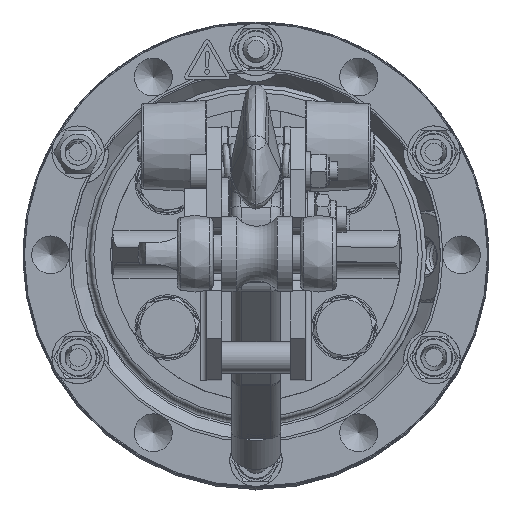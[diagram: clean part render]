
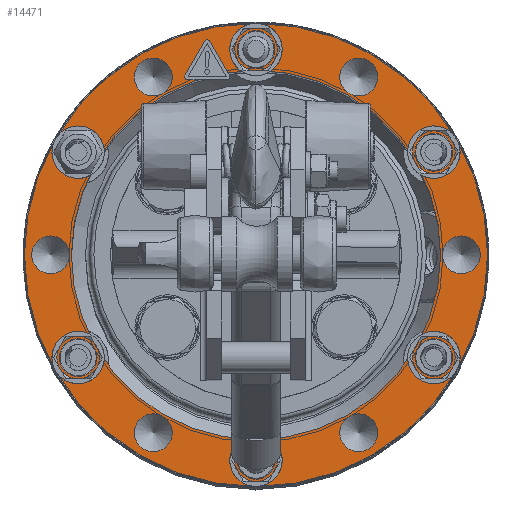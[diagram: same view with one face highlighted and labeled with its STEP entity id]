
A CAD part, top view. The second image highlights one B-rep face of the part: STEP entity #14471.
In plain terms, the highlighted planar face has unit normal (0, 0, -1).
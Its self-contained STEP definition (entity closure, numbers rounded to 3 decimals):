
#2300=FACE_BOUND('',#4102,.T.);
#2301=FACE_BOUND('',#4103,.T.);
#2302=FACE_BOUND('',#4104,.T.);
#2303=FACE_BOUND('',#4105,.T.);
#2304=FACE_BOUND('',#4106,.T.);
#2305=FACE_BOUND('',#4107,.T.);
#2306=FACE_BOUND('',#4108,.T.);
#2307=FACE_BOUND('',#4109,.T.);
#2308=FACE_BOUND('',#4110,.T.);
#2309=FACE_BOUND('',#4111,.T.);
#2310=FACE_BOUND('',#4112,.T.);
#2311=FACE_BOUND('',#4113,.T.);
#2312=FACE_BOUND('',#4114,.T.);
#2569=PLANE('',#15831);
#3208=FACE_OUTER_BOUND('',#4101,.T.);
#4101=EDGE_LOOP('',(#11545,#11546));
#4102=EDGE_LOOP('',(#11547));
#4103=EDGE_LOOP('',(#11548));
#4104=EDGE_LOOP('',(#11549));
#4105=EDGE_LOOP('',(#11550));
#4106=EDGE_LOOP('',(#11551));
#4107=EDGE_LOOP('',(#11552));
#4108=EDGE_LOOP('',(#11553));
#4109=EDGE_LOOP('',(#11554));
#4110=EDGE_LOOP('',(#11555));
#4111=EDGE_LOOP('',(#11556));
#4112=EDGE_LOOP('',(#11557));
#4113=EDGE_LOOP('',(#11558));
#4114=EDGE_LOOP('',(#11559,#11560));
#5069=CIRCLE('',#15522,5.77);
#5086=CIRCLE('',#15542,5.77);
#5087=CIRCLE('',#15544,5.77);
#5088=CIRCLE('',#15547,5.77);
#5089=CIRCLE('',#15549,5.77);
#5090=CIRCLE('',#15552,5.77);
#5091=CIRCLE('',#15554,5.77);
#5092=CIRCLE('',#15557,5.77);
#5093=CIRCLE('',#15559,5.77);
#5094=CIRCLE('',#15562,5.77);
#5095=CIRCLE('',#15564,5.77);
#5096=CIRCLE('',#15567,5.77);
#5108=CIRCLE('',#15582,70.739);
#5109=CIRCLE('',#15583,70.739);
#5223=CIRCLE('',#15832,56.388);
#5224=CIRCLE('',#15833,56.388);
#6137=VERTEX_POINT('',#24933);
#6159=VERTEX_POINT('',#24980);
#6163=VERTEX_POINT('',#25025);
#6166=VERTEX_POINT('',#25033);
#6170=VERTEX_POINT('',#25078);
#6173=VERTEX_POINT('',#25086);
#6177=VERTEX_POINT('',#25131);
#6180=VERTEX_POINT('',#25139);
#6184=VERTEX_POINT('',#25184);
#6187=VERTEX_POINT('',#25192);
#6191=VERTEX_POINT('',#25237);
#6194=VERTEX_POINT('',#25245);
#6207=VERTEX_POINT('',#25312);
#6208=VERTEX_POINT('',#25314);
#6410=VERTEX_POINT('',#27356);
#6411=VERTEX_POINT('',#27357);
#7804=EDGE_CURVE('',#6137,#6137,#5069,.T.);
#7826=EDGE_CURVE('',#6159,#6159,#5086,.T.);
#7831=EDGE_CURVE('',#6163,#6163,#5087,.T.);
#7834=EDGE_CURVE('',#6166,#6166,#5088,.T.);
#7839=EDGE_CURVE('',#6170,#6170,#5089,.T.);
#7842=EDGE_CURVE('',#6173,#6173,#5090,.T.);
#7847=EDGE_CURVE('',#6177,#6177,#5091,.T.);
#7850=EDGE_CURVE('',#6180,#6180,#5092,.T.);
#7855=EDGE_CURVE('',#6184,#6184,#5093,.T.);
#7858=EDGE_CURVE('',#6187,#6187,#5094,.T.);
#7863=EDGE_CURVE('',#6191,#6191,#5095,.T.);
#7866=EDGE_CURVE('',#6194,#6194,#5096,.T.);
#7883=EDGE_CURVE('',#6207,#6208,#5108,.T.);
#7884=EDGE_CURVE('',#6208,#6207,#5109,.T.);
#8214=EDGE_CURVE('',#6410,#6411,#5223,.T.);
#8215=EDGE_CURVE('',#6411,#6410,#5224,.T.);
#11545=ORIENTED_EDGE('',*,*,#7884,.F.);
#11546=ORIENTED_EDGE('',*,*,#7883,.F.);
#11547=ORIENTED_EDGE('',*,*,#7804,.F.);
#11548=ORIENTED_EDGE('',*,*,#7831,.F.);
#11549=ORIENTED_EDGE('',*,*,#7839,.F.);
#11550=ORIENTED_EDGE('',*,*,#7847,.F.);
#11551=ORIENTED_EDGE('',*,*,#7855,.F.);
#11552=ORIENTED_EDGE('',*,*,#7863,.F.);
#11553=ORIENTED_EDGE('',*,*,#7866,.F.);
#11554=ORIENTED_EDGE('',*,*,#7858,.F.);
#11555=ORIENTED_EDGE('',*,*,#7850,.F.);
#11556=ORIENTED_EDGE('',*,*,#7842,.F.);
#11557=ORIENTED_EDGE('',*,*,#7834,.F.);
#11558=ORIENTED_EDGE('',*,*,#7826,.F.);
#11559=ORIENTED_EDGE('',*,*,#8214,.F.);
#11560=ORIENTED_EDGE('',*,*,#8215,.F.);
#14471=ADVANCED_FACE('',(#3208,#2300,#2301,#2302,#2303,#2304,#2305,#2306,
#2307,#2308,#2309,#2310,#2311,#2312),#2569,.T.);
#15522=AXIS2_PLACEMENT_3D('',#24934,#18247,#18248);
#15542=AXIS2_PLACEMENT_3D('',#24981,#18292,#18293);
#15544=AXIS2_PLACEMENT_3D('',#25026,#18297,#18298);
#15547=AXIS2_PLACEMENT_3D('',#25034,#18305,#18306);
#15549=AXIS2_PLACEMENT_3D('',#25079,#18310,#18311);
#15552=AXIS2_PLACEMENT_3D('',#25087,#18318,#18319);
#15554=AXIS2_PLACEMENT_3D('',#25132,#18323,#18324);
#15557=AXIS2_PLACEMENT_3D('',#25140,#18331,#18332);
#15559=AXIS2_PLACEMENT_3D('',#25185,#18336,#18337);
#15562=AXIS2_PLACEMENT_3D('',#25193,#18344,#18345);
#15564=AXIS2_PLACEMENT_3D('',#25238,#18349,#18350);
#15567=AXIS2_PLACEMENT_3D('',#25246,#18357,#18358);
#15582=AXIS2_PLACEMENT_3D('',#25315,#18389,#18390);
#15583=AXIS2_PLACEMENT_3D('',#25316,#18391,#18392);
#15831=AXIS2_PLACEMENT_3D('',#27355,#18991,#18992);
#15832=AXIS2_PLACEMENT_3D('',#27358,#18993,#18994);
#15833=AXIS2_PLACEMENT_3D('',#27359,#18995,#18996);
#18247=DIRECTION('center_axis',(0.,0.,
-1.));
#18248=DIRECTION('ref_axis',(-0.866,0.5,0.));
#18292=DIRECTION('center_axis',(0.,0.,
-1.));
#18293=DIRECTION('ref_axis',(-0.5,0.866,0.));
#18297=DIRECTION('center_axis',(0.,0.,
-1.));
#18298=DIRECTION('ref_axis',(0.,1.,0.));
#18305=DIRECTION('center_axis',(0.,0.,
-1.));
#18306=DIRECTION('ref_axis',(0.5,0.866,0.));
#18310=DIRECTION('center_axis',(0.,0.,
-1.));
#18311=DIRECTION('ref_axis',(0.866,0.5,0.));
#18318=DIRECTION('center_axis',(0.,0.,
-1.));
#18319=DIRECTION('ref_axis',(1.,0.,0.));
#18323=DIRECTION('center_axis',(0.,0.,
-1.));
#18324=DIRECTION('ref_axis',(0.866,-0.5,0.));
#18331=DIRECTION('center_axis',(0.,0.,
-1.));
#18332=DIRECTION('ref_axis',(0.5,-0.866,0.));
#18336=DIRECTION('center_axis',(0.,0.,
-1.));
#18337=DIRECTION('ref_axis',(0.,-1.,0.));
#18344=DIRECTION('center_axis',(0.,0.,
-1.));
#18345=DIRECTION('ref_axis',(-0.5,-0.866,0.));
#18349=DIRECTION('center_axis',(0.,0.,
-1.));
#18350=DIRECTION('ref_axis',(-0.866,-0.5,0.));
#18357=DIRECTION('center_axis',(0.,0.,
-1.));
#18358=DIRECTION('ref_axis',(-1.,0.,0.));
#18389=DIRECTION('center_axis',(0.,0.,
1.));
#18390=DIRECTION('ref_axis',(0.,1.,0.));
#18391=DIRECTION('center_axis',(0.,0.,
1.));
#18392=DIRECTION('ref_axis',(0.,1.,0.));
#18991=DIRECTION('center_axis',(0.,0.,
-1.));
#18992=DIRECTION('ref_axis',(-1.,0.,0.));
#18993=DIRECTION('center_axis',(0.,0.,
-1.));
#18994=DIRECTION('ref_axis',(1.,0.,0.));
#18995=DIRECTION('center_axis',(0.,0.,
-1.));
#18996=DIRECTION('ref_axis',(1.,0.,0.));
#24933=CARTESIAN_POINT('',(36.364,51.445,420.052));
#24934=CARTESIAN_POINT('Origin',(31.368,54.33,420.052));
#24980=CARTESIAN_POINT('',(57.215,26.371,420.052));
#24981=CARTESIAN_POINT('Origin',(54.33,31.368,420.052));
#25025=CARTESIAN_POINT('',(62.735,-5.77,420.052));
#25026=CARTESIAN_POINT('Origin',(62.735,0.,420.052));
#25033=CARTESIAN_POINT('',(51.445,-36.364,420.052));
#25034=CARTESIAN_POINT('Origin',(54.33,-31.368,420.052));
#25078=CARTESIAN_POINT('',(26.371,-57.215,420.052));
#25079=CARTESIAN_POINT('Origin',(31.368,-54.33,420.052));
#25086=CARTESIAN_POINT('',(-5.77,-62.735,420.052));
#25087=CARTESIAN_POINT('Origin',(0.,-62.735,420.052));
#25131=CARTESIAN_POINT('',(-36.364,-51.445,420.052));
#25132=CARTESIAN_POINT('Origin',(-31.367,-54.33,420.052));
#25139=CARTESIAN_POINT('',(-57.215,-26.371,420.052));
#25140=CARTESIAN_POINT('Origin',(-54.33,-31.368,420.052));
#25184=CARTESIAN_POINT('',(-62.735,5.77,420.052));
#25185=CARTESIAN_POINT('Origin',(-62.735,0.,
420.052));
#25192=CARTESIAN_POINT('',(-51.445,36.364,420.052));
#25193=CARTESIAN_POINT('Origin',(-54.33,31.368,420.052));
#25237=CARTESIAN_POINT('',(-26.371,57.215,420.052));
#25238=CARTESIAN_POINT('Origin',(-31.367,54.33,420.052));
#25245=CARTESIAN_POINT('',(5.77,62.735,420.052));
#25246=CARTESIAN_POINT('Origin',(0.,62.735,420.052));
#25312=CARTESIAN_POINT('',(-70.739,0.,420.052));
#25314=CARTESIAN_POINT('',(0.,70.739,420.052));
#25315=CARTESIAN_POINT('Origin',(0.,0.,
420.052));
#25316=CARTESIAN_POINT('Origin',(0.,0.,
420.052));
#27355=CARTESIAN_POINT('Origin',(0.,61.138,420.052));
#27356=CARTESIAN_POINT('',(-43.324,-36.092,420.052));
#27357=CARTESIAN_POINT('',(36.092,-43.324,420.052));
#27358=CARTESIAN_POINT('Origin',(0.,0.,
420.052));
#27359=CARTESIAN_POINT('Origin',(0.,0.,
420.052));
